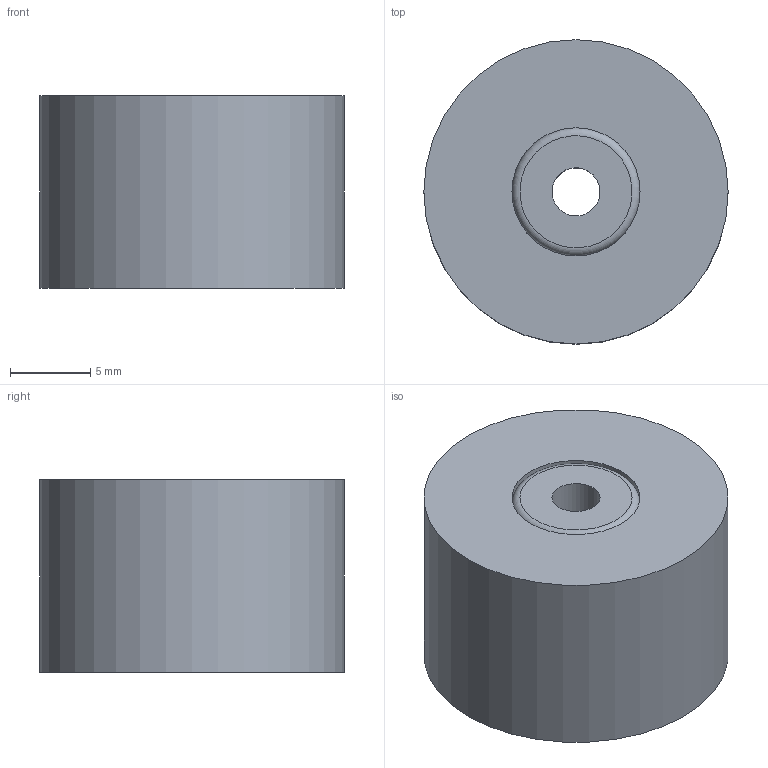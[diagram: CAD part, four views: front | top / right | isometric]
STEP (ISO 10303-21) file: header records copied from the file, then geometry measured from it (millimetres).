
FILE_DESCRIPTION(/* description */ (''),/* implementation_level */ '2;1');
FILE_NAME(/* name */ 'Electroiman_19x12mm.step',/* time_stamp */ '2019-09-26T09:01:08-05:00',/* author */ (''),/* organization */ (''),/* preprocessor_version */ 'ST-DEVELOPER v18',/* originating_system */ 'Autodesk Translation Framework v8.6.0.1094',/* authorisation */ '');
FILE_SCHEMA (('AUTOMOTIVE_DESIGN { 1 0 10303 214 3 1 1 }'));
Length unit declared in the file: millimetre
Products named in the file (3): Electroiman_19x12mm; Bobina_19x12mm; Nucleo_bobina
Assembly tree (2 placements, depth 2):
  Electroiman_19x12mm
    Bobina_19x12mm
    Nucleo_bobina
Bounding box: 19 x 19 x 12 mm (x, y, z)
Volume: 3314.9 mm3; surface area: 1974.5 mm2
Topology: 2 solids, 2 shells, 10 faces, 26 edges, 20 vertices
Faces by surface type: cylinder 4, plane 4, torus 2
Full cylindrical faces by diameter (mm): 3 x1, 8 x2, 19 x1
Entity records: 443 total; most frequent: DIRECTION 78, CARTESIAN_POINT 61, ORIENTED_EDGE 52, AXIS2_PLACEMENT_3D 37, EDGE_CURVE 26, CIRCLE 22, VERTEX_POINT 20, EDGE_LOOP 14
